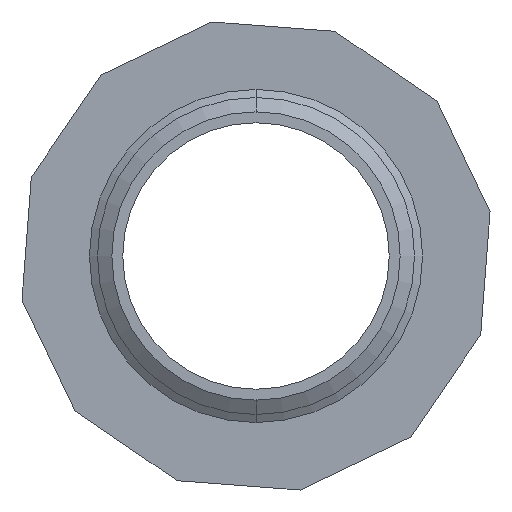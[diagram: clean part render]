
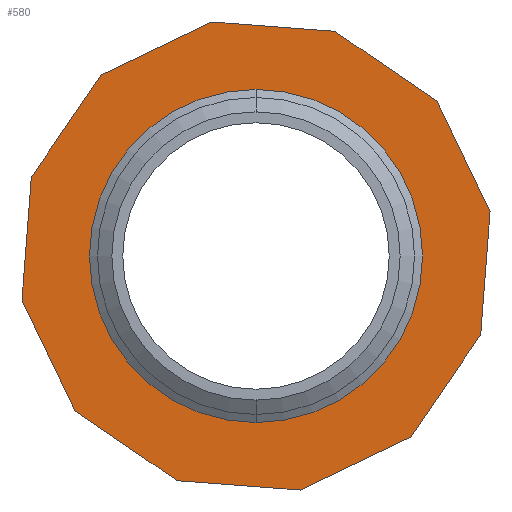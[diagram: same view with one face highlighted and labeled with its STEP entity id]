
A CAD part, front view. The second image highlights one B-rep face of the part: STEP entity #580.
In plain terms, the highlighted planar face has unit normal (0, -1, 0).
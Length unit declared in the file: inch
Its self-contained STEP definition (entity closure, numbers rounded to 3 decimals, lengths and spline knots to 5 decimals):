
#4 = VERTEX_POINT ( 'NONE', #827 ) ;
#5 = ORIENTED_EDGE ( 'NONE', *, *, #22, .T. ) ;
#6 = VERTEX_POINT ( 'NONE', #826 ) ;
#18 = EDGE_CURVE ( 'NONE', #6, #4, #857, .T. ) ;
#19 = ORIENTED_EDGE ( 'NONE', *, *, #25, .T. ) ;
#20 = VERTEX_POINT ( 'NONE', #853 ) ;
#21 = VERTEX_POINT ( 'NONE', #852 ) ;
#22 = EDGE_CURVE ( 'NONE', #23, #347, #912, .T. ) ;
#23 = VERTEX_POINT ( 'NONE', #908 ) ;
#24 = EDGE_CURVE ( 'NONE', #21, #6, #907, .T. ) ;
#25 = EDGE_CURVE ( 'NONE', #20, #27, #903, .T. ) ;
#26 = ORIENTED_EDGE ( 'NONE', *, *, #18, .T. ) ;
#27 = VERTEX_POINT ( 'NONE', #899 ) ;
#28 = EDGE_CURVE ( 'NONE', #35, #20, #898, .T. ) ;
#32 = ORIENTED_EDGE ( 'NONE', *, *, #36, .T. ) ;
#33 = EDGE_CURVE ( 'NONE', #4, #35, #894, .T. ) ;
#34 = ORIENTED_EDGE ( 'NONE', *, *, #43, .T. ) ;
#35 = VERTEX_POINT ( 'NONE', #890 ) ;
#36 = EDGE_CURVE ( 'NONE', #59, #21, #889, .T. ) ;
#38 = ORIENTED_EDGE ( 'NONE', *, *, #33, .T. ) ;
#39 = ORIENTED_EDGE ( 'NONE', *, *, #28, .T. ) ;
#40 = ORIENTED_EDGE ( 'NONE', *, *, #24, .T. ) ;
#43 = EDGE_CURVE ( 'NONE', #27, #23, #940, .T. ) ;
#50 = VERTEX_POINT ( 'NONE', #924 ) ;
#51 = EDGE_CURVE ( 'NONE', #50, #55, #923, .T. ) ;
#52 = ORIENTED_EDGE ( 'NONE', *, *, #54, .T. ) ;
#53 = ORIENTED_EDGE ( 'NONE', *, *, #51, .T. ) ;
#54 = EDGE_CURVE ( 'NONE', #55, #58, #919, .T. ) ;
#55 = VERTEX_POINT ( 'NONE', #915 ) ;
#58 = VERTEX_POINT ( 'NONE', #971 ) ;
#59 = VERTEX_POINT ( 'NONE', #970 ) ;
#60 = ORIENTED_EDGE ( 'NONE', *, *, #590, .F. ) ;
#62 = EDGE_LOOP ( 'NONE', ( #60, #584 ) ) ;
#63 = EDGE_CURVE ( 'NONE', #58, #59, #969, .T. ) ;
#69 = EDGE_CURVE ( 'NONE', #347, #50, #964, .T. ) ;
#72 = ORIENTED_EDGE ( 'NONE', *, *, #69, .T. ) ;
#347 = VERTEX_POINT ( 'NONE', #1463 ) ;
#558 = ORIENTED_EDGE ( 'NONE', *, *, #63, .T. ) ;
#580 = ADVANCED_FACE ( 'NONE', ( #1901, #1900 ), #1899, .T. ) ;
#584 = ORIENTED_EDGE ( 'NONE', *, *, #625, .F. ) ;
#585 = EDGE_LOOP ( 'NONE', ( #558, #32, #40, #26, #38, #39, #19, #34, #5, #72, #53, #52 ) ) ;
#590 = EDGE_CURVE ( 'NONE', #626, #622, #1949, .T. ) ;
#622 = VERTEX_POINT ( 'NONE', #1992 ) ;
#625 = EDGE_CURVE ( 'NONE', #622, #626, #1990, .T. ) ;
#626 = VERTEX_POINT ( 'NONE', #1985 ) ;
#826 = CARTESIAN_POINT ( 'NONE',  ( 0.14904, 0.23755, 0.42492 ) ) ;
#827 = CARTESIAN_POINT ( 'NONE',  ( -0.08339, 0.23755, 0.44251 ) ) ;
#852 = CARTESIAN_POINT ( 'NONE',  ( 0.34153, 0.23755, 0.29348 ) ) ;
#853 = CARTESIAN_POINT ( 'NONE',  ( -0.42492, 0.23755, 0.14904 ) ) ;
#854 = DIRECTION ( 'NONE',  ( -0.997, 0., 0.075 ) ) ;
#855 = VECTOR ( 'NONE', #854, 39.37008 ) ;
#856 = CARTESIAN_POINT ( 'NONE',  ( 0.14904, 0.23755, 0.42492 ) ) ;
#857 = LINE ( 'NONE', #856, #855 ) ;
#886 = DIRECTION ( 'NONE',  ( -0.433, 0., 0.901 ) ) ;
#887 = VECTOR ( 'NONE', #886, 39.37008 ) ;
#888 = CARTESIAN_POINT ( 'NONE',  ( 0.44251, 0.23755, 0.08339 ) ) ;
#889 = LINE ( 'NONE', #888, #887 ) ;
#890 = CARTESIAN_POINT ( 'NONE',  ( -0.29348, 0.23755, 0.34153 ) ) ;
#891 = DIRECTION ( 'NONE',  ( -0.901, 0., -0.433 ) ) ;
#892 = VECTOR ( 'NONE', #891, 39.37008 ) ;
#893 = CARTESIAN_POINT ( 'NONE',  ( -0.08339, 0.23755, 0.44251 ) ) ;
#894 = LINE ( 'NONE', #893, #892 ) ;
#895 = DIRECTION ( 'NONE',  ( -0.564, 0., -0.826 ) ) ;
#896 = VECTOR ( 'NONE', #895, 39.37008 ) ;
#897 = CARTESIAN_POINT ( 'NONE',  ( -0.29348, 0.23755, 0.34153 ) ) ;
#898 = LINE ( 'NONE', #897, #896 ) ;
#899 = CARTESIAN_POINT ( 'NONE',  ( -0.44251, 0.23755, -0.08339 ) ) ;
#900 = DIRECTION ( 'NONE',  ( -0.075, 0., -0.997 ) ) ;
#901 = VECTOR ( 'NONE', #900, 39.37008 ) ;
#902 = CARTESIAN_POINT ( 'NONE',  ( -0.42492, 0.23755, 0.14904 ) ) ;
#903 = LINE ( 'NONE', #902, #901 ) ;
#904 = DIRECTION ( 'NONE',  ( -0.826, 0., 0.564 ) ) ;
#905 = VECTOR ( 'NONE', #904, 39.37008 ) ;
#906 = CARTESIAN_POINT ( 'NONE',  ( 0.34153, 0.23755, 0.29348 ) ) ;
#907 = LINE ( 'NONE', #906, #905 ) ;
#908 = CARTESIAN_POINT ( 'NONE',  ( -0.34153, 0.23755, -0.29348 ) ) ;
#909 = DIRECTION ( 'NONE',  ( 0.826, 0., -0.564 ) ) ;
#910 = VECTOR ( 'NONE', #909, 39.37008 ) ;
#911 = CARTESIAN_POINT ( 'NONE',  ( -0.34153, 0.23755, -0.29348 ) ) ;
#912 = LINE ( 'NONE', #911, #910 ) ;
#915 = CARTESIAN_POINT ( 'NONE',  ( 0.29348, 0.23755, -0.34153 ) ) ;
#916 = DIRECTION ( 'NONE',  ( 0.564, 0., 0.826 ) ) ;
#917 = VECTOR ( 'NONE', #916, 39.37008 ) ;
#918 = CARTESIAN_POINT ( 'NONE',  ( 0.29348, 0.23755, -0.34153 ) ) ;
#919 = LINE ( 'NONE', #918, #917 ) ;
#920 = DIRECTION ( 'NONE',  ( 0.901, 0., 0.433 ) ) ;
#921 = VECTOR ( 'NONE', #920, 39.37008 ) ;
#922 = CARTESIAN_POINT ( 'NONE',  ( 0.08339, 0.23755, -0.44251 ) ) ;
#923 = LINE ( 'NONE', #922, #921 ) ;
#924 = CARTESIAN_POINT ( 'NONE',  ( 0.08339, 0.23755, -0.44251 ) ) ;
#937 = DIRECTION ( 'NONE',  ( 0.433, 0., -0.901 ) ) ;
#938 = VECTOR ( 'NONE', #937, 39.37008 ) ;
#939 = CARTESIAN_POINT ( 'NONE',  ( -0.44251, 0.23755, -0.08339 ) ) ;
#940 = LINE ( 'NONE', #939, #938 ) ;
#961 = DIRECTION ( 'NONE',  ( 0.997, 0., -0.075 ) ) ;
#962 = VECTOR ( 'NONE', #961, 39.37008 ) ;
#963 = CARTESIAN_POINT ( 'NONE',  ( -0.14904, 0.23755, -0.42492 ) ) ;
#964 = LINE ( 'NONE', #963, #962 ) ;
#966 = DIRECTION ( 'NONE',  ( 0.075, 0., 0.997 ) ) ;
#967 = VECTOR ( 'NONE', #966, 39.37008 ) ;
#968 = CARTESIAN_POINT ( 'NONE',  ( 0.42492, 0.23755, -0.14904 ) ) ;
#969 = LINE ( 'NONE', #968, #967 ) ;
#970 = CARTESIAN_POINT ( 'NONE',  ( 0.44251, 0.23755, 0.08339 ) ) ;
#971 = CARTESIAN_POINT ( 'NONE',  ( 0.42492, 0.23755, -0.14904 ) ) ;
#1463 = CARTESIAN_POINT ( 'NONE',  ( -0.14904, 0.23755, -0.42492 ) ) ;
#1894 = DIRECTION ( 'NONE',  ( 0., 0., -1. ) ) ;
#1895 = DIRECTION ( 'NONE',  ( 0., -1., 0. ) ) ;
#1896 = AXIS2_PLACEMENT_3D ( 'NONE', #1898, #1895, #1894 ) ;
#1898 = CARTESIAN_POINT ( 'NONE',  ( 0.315, 0.23755, 0. ) ) ;
#1899 = PLANE ( 'NONE',  #1896 ) ;
#1900 = FACE_OUTER_BOUND ( 'NONE', #585, .T. ) ;
#1901 = FACE_BOUND ( 'NONE', #62, .T. ) ;
#1941 = DIRECTION ( 'NONE',  ( 0., 0., -1. ) ) ;
#1942 = DIRECTION ( 'NONE',  ( 0., -1., 0. ) ) ;
#1943 = CARTESIAN_POINT ( 'NONE',  ( 0., 0.23755, 0. ) ) ;
#1944 = AXIS2_PLACEMENT_3D ( 'NONE', #1943, #1942, #1941 ) ;
#1949 = CIRCLE ( 'NONE', #1944, 0.315 ) ;
#1985 = CARTESIAN_POINT ( 'NONE',  ( 0., 0.23755, 0.315 ) ) ;
#1986 = DIRECTION ( 'NONE',  ( 0., 0., -1. ) ) ;
#1987 = DIRECTION ( 'NONE',  ( 0., -1., 0. ) ) ;
#1988 = CARTESIAN_POINT ( 'NONE',  ( 0., 0.23755, 0. ) ) ;
#1989 = AXIS2_PLACEMENT_3D ( 'NONE', #1988, #1987, #1986 ) ;
#1990 = CIRCLE ( 'NONE', #1989, 0.315 ) ;
#1992 = CARTESIAN_POINT ( 'NONE',  ( 0., 0.23755, -0.315 ) ) ;
